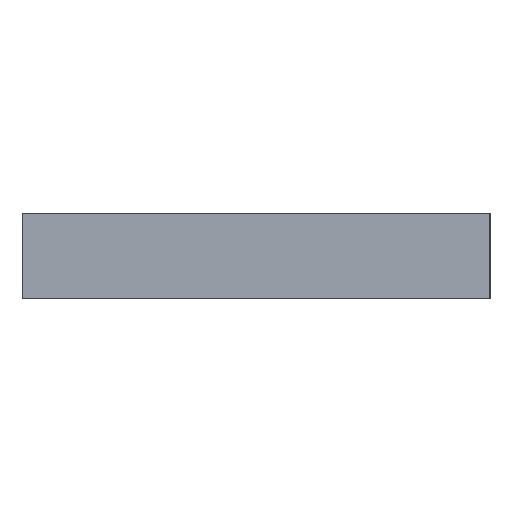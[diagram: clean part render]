
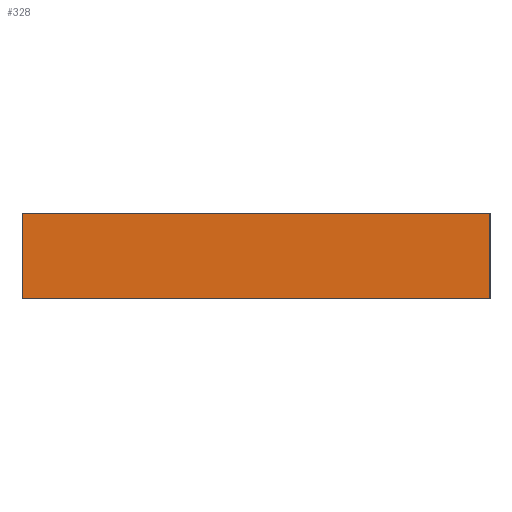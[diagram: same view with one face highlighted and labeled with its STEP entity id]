
A CAD part, left-side view. The second image highlights one B-rep face of the part: STEP entity #328.
In plain terms, the highlighted planar face has unit normal (-1, 0, 0).
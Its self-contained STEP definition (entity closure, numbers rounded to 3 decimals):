
#19 = VECTOR ( 'NONE', #421, 1000. ) ;
#22 = CARTESIAN_POINT ( 'NONE',  ( -20., -110., 20. ) ) ;
#58 = DIRECTION ( 'NONE',  ( 0., -1., 0. ) ) ;
#62 = VERTEX_POINT ( 'NONE', #22 ) ;
#63 = CARTESIAN_POINT ( 'NONE',  ( -20., 110., 20. ) ) ;
#75 = VERTEX_POINT ( 'NONE', #194 ) ;
#84 = LINE ( 'NONE', #119, #234 ) ;
#110 = EDGE_LOOP ( 'NONE', ( #402, #296, #236, #436 ) ) ;
#111 = DIRECTION ( 'NONE',  ( 1., 0., 0. ) ) ;
#119 = CARTESIAN_POINT ( 'NONE',  ( -20., 110., 20. ) ) ;
#143 = LINE ( 'NONE', #396, #342 ) ;
#148 = CARTESIAN_POINT ( 'NONE',  ( -20., 110., 20. ) ) ;
#194 = CARTESIAN_POINT ( 'NONE',  ( -20., 110., -20. ) ) ;
#196 = EDGE_CURVE ( 'NONE', #75, #311, #353, .T. ) ;
#209 = CARTESIAN_POINT ( 'NONE',  ( -20., -110., -20. ) ) ;
#224 = DIRECTION ( 'NONE',  ( 0., 0., 1. ) ) ;
#225 = VECTOR ( 'NONE', #58, 1000. ) ;
#234 = VECTOR ( 'NONE', #224, 1000. ) ;
#236 = ORIENTED_EDGE ( 'NONE', *, *, #365, .F. ) ;
#239 = LINE ( 'NONE', #63, #19 ) ;
#272 = VERTEX_POINT ( 'NONE', #281 ) ;
#273 = EDGE_CURVE ( 'NONE', #272, #62, #239, .T. ) ;
#281 = CARTESIAN_POINT ( 'NONE',  ( -20., 110., 20. ) ) ;
#284 = EDGE_CURVE ( 'NONE', #311, #62, #143, .T. ) ;
#288 = CARTESIAN_POINT ( 'NONE',  ( -20., 110., -20. ) ) ;
#294 = DIRECTION ( 'NONE',  ( 0., 0., 1. ) ) ;
#296 = ORIENTED_EDGE ( 'NONE', *, *, #273, .F. ) ;
#302 = AXIS2_PLACEMENT_3D ( 'NONE', #148, #111, #400 ) ;
#311 = VERTEX_POINT ( 'NONE', #209 ) ;
#324 = PLANE ( 'NONE',  #302 ) ;
#328 = ADVANCED_FACE ( 'NONE', ( #357 ), #324, .F. ) ;
#342 = VECTOR ( 'NONE', #294, 1000. ) ;
#353 = LINE ( 'NONE', #288, #225 ) ;
#357 = FACE_OUTER_BOUND ( 'NONE', #110, .T. ) ;
#365 = EDGE_CURVE ( 'NONE', #75, #272, #84, .T. ) ;
#396 = CARTESIAN_POINT ( 'NONE',  ( -20., -110., 20. ) ) ;
#400 = DIRECTION ( 'NONE',  ( 0., 0., -1. ) ) ;
#402 = ORIENTED_EDGE ( 'NONE', *, *, #284, .T. ) ;
#421 = DIRECTION ( 'NONE',  ( 0., -1., 0. ) ) ;
#436 = ORIENTED_EDGE ( 'NONE', *, *, #196, .T. ) ;
